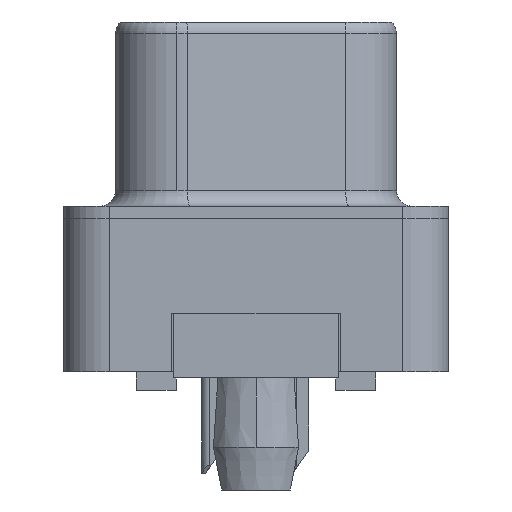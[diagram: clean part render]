
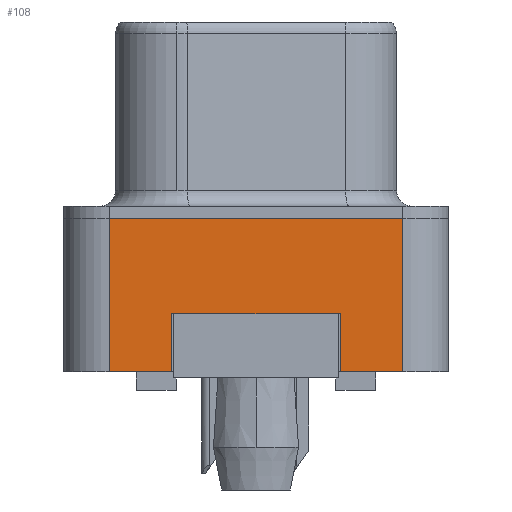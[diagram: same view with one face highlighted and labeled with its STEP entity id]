
A CAD part, left-side view. The second image highlights one B-rep face of the part: STEP entity #108.
In plain terms, the highlighted planar face has unit normal (-1, 0, 0).
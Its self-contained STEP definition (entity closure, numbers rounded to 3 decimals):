
#108 = ADVANCED_FACE ( 'NONE', ( #4958 ), #8233, .T. ) ;
#637 = EDGE_CURVE ( 'NONE', #2175, #14584, #9712, .T. ) ;
#867 = VECTOR ( 'NONE', #9674, 1000. ) ;
#970 = EDGE_CURVE ( 'NONE', #14584, #5811, #14227, .T. ) ;
#1370 = CARTESIAN_POINT ( 'NONE',  ( -2.91, 2.75, -3.1 ) ) ;
#1868 = AXIS2_PLACEMENT_3D ( 'NONE', #7235, #4803, #7088 ) ;
#1882 = EDGE_CURVE ( 'NONE', #2714, #14133, #2549, .T. ) ;
#2090 = CARTESIAN_POINT ( 'NONE',  ( -2.91, 2.75, -3.1 ) ) ;
#2175 = VERTEX_POINT ( 'NONE', #11222 ) ;
#2549 = LINE ( 'NONE', #3775, #3076 ) ;
#2709 = CARTESIAN_POINT ( 'NONE',  ( -2.91, -2.75, -3.1 ) ) ;
#2714 = VERTEX_POINT ( 'NONE', #14312 ) ;
#3076 = VECTOR ( 'NONE', #10775, 1000. ) ;
#3338 = ORIENTED_EDGE ( 'NONE', *, *, #1882, .T. ) ;
#3585 = VECTOR ( 'NONE', #7539, 1000. ) ;
#3733 = EDGE_CURVE ( 'NONE', #12096, #14133, #5310, .T. ) ;
#3775 = CARTESIAN_POINT ( 'NONE',  ( -2.91, -4.775, -5. ) ) ;
#4401 = DIRECTION ( 'NONE',  ( 0., 0., 1. ) ) ;
#4803 = DIRECTION ( 'NONE',  ( -1., 0., 0. ) ) ;
#4958 = FACE_OUTER_BOUND ( 'NONE', #13528, .T. ) ;
#5278 = ORIENTED_EDGE ( 'NONE', *, *, #6677, .F. ) ;
#5310 = LINE ( 'NONE', #2090, #11193 ) ;
#5811 = VERTEX_POINT ( 'NONE', #13832 ) ;
#6047 = LINE ( 'NONE', #9467, #9197 ) ;
#6520 = VECTOR ( 'NONE', #14420, 1000. ) ;
#6677 = EDGE_CURVE ( 'NONE', #8027, #9665, #13011, .T. ) ;
#6691 = ORIENTED_EDGE ( 'NONE', *, *, #970, .T. ) ;
#6864 = ORIENTED_EDGE ( 'NONE', *, *, #3733, .F. ) ;
#7088 = DIRECTION ( 'NONE',  ( 0., 0., 1. ) ) ;
#7235 = CARTESIAN_POINT ( 'NONE',  ( -2.91, -4.775, -5. ) ) ;
#7263 = VECTOR ( 'NONE', #4401, 1000. ) ;
#7539 = DIRECTION ( 'NONE',  ( 0., 1., 0. ) ) ;
#7640 = CARTESIAN_POINT ( 'NONE',  ( -2.91, 4.775, 0. ) ) ;
#7656 = LINE ( 'NONE', #10248, #7263 ) ;
#7676 = LINE ( 'NONE', #8679, #3585 ) ;
#8018 = ORIENTED_EDGE ( 'NONE', *, *, #13677, .T. ) ;
#8027 = VERTEX_POINT ( 'NONE', #7640 ) ;
#8233 = PLANE ( 'NONE',  #1868 ) ;
#8484 = ORIENTED_EDGE ( 'NONE', *, *, #9618, .F. ) ;
#8487 = CARTESIAN_POINT ( 'NONE',  ( -2.91, -4.775, 0. ) ) ;
#8679 = CARTESIAN_POINT ( 'NONE',  ( -2.91, 2.75, -3.1 ) ) ;
#8864 = CARTESIAN_POINT ( 'NONE',  ( -2.91, 2.75, -5. ) ) ;
#8947 = EDGE_CURVE ( 'NONE', #2175, #12096, #7676, .T. ) ;
#9197 = VECTOR ( 'NONE', #12959, 1000. ) ;
#9467 = CARTESIAN_POINT ( 'NONE',  ( -2.91, 4.775, -5. ) ) ;
#9528 = CARTESIAN_POINT ( 'NONE',  ( -2.91, -4.775, -5. ) ) ;
#9530 = DIRECTION ( 'NONE',  ( 0., -1., 0. ) ) ;
#9618 = EDGE_CURVE ( 'NONE', #2714, #8027, #6047, .T. ) ;
#9665 = VERTEX_POINT ( 'NONE', #8487 ) ;
#9674 = DIRECTION ( 'NONE',  ( 0., -1., 0. ) ) ;
#9712 = LINE ( 'NONE', #2709, #6520 ) ;
#10248 = CARTESIAN_POINT ( 'NONE',  ( -2.91, -4.775, -5. ) ) ;
#10775 = DIRECTION ( 'NONE',  ( 0., -1., 0. ) ) ;
#11193 = VECTOR ( 'NONE', #13591, 1000. ) ;
#11220 = ORIENTED_EDGE ( 'NONE', *, *, #8947, .F. ) ;
#11222 = CARTESIAN_POINT ( 'NONE',  ( -2.91, -2.75, -3.1 ) ) ;
#11936 = CARTESIAN_POINT ( 'NONE',  ( -2.91, -2.75, -5. ) ) ;
#11974 = ORIENTED_EDGE ( 'NONE', *, *, #637, .T. ) ;
#12096 = VERTEX_POINT ( 'NONE', #1370 ) ;
#12811 = VECTOR ( 'NONE', #9530, 1000. ) ;
#12959 = DIRECTION ( 'NONE',  ( 0., 0., 1. ) ) ;
#13011 = LINE ( 'NONE', #13928, #12811 ) ;
#13528 = EDGE_LOOP ( 'NONE', ( #11974, #6691, #8018, #5278, #8484, #3338, #6864, #11220 ) ) ;
#13591 = DIRECTION ( 'NONE',  ( 0., 0., -1. ) ) ;
#13677 = EDGE_CURVE ( 'NONE', #5811, #9665, #7656, .T. ) ;
#13832 = CARTESIAN_POINT ( 'NONE',  ( -2.91, -4.775, -5. ) ) ;
#13928 = CARTESIAN_POINT ( 'NONE',  ( -2.91, -4.775, 0. ) ) ;
#14133 = VERTEX_POINT ( 'NONE', #8864 ) ;
#14227 = LINE ( 'NONE', #9528, #867 ) ;
#14312 = CARTESIAN_POINT ( 'NONE',  ( -2.91, 4.775, -5. ) ) ;
#14420 = DIRECTION ( 'NONE',  ( 0., 0., -1. ) ) ;
#14584 = VERTEX_POINT ( 'NONE', #11936 ) ;
